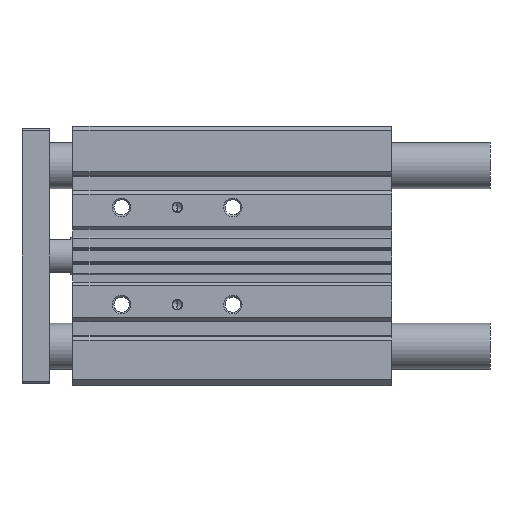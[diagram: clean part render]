
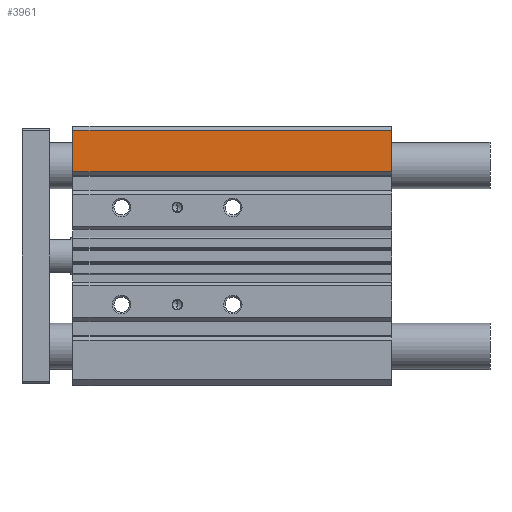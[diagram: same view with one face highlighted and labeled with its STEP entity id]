
A CAD part, front view. The second image highlights one B-rep face of the part: STEP entity #3961.
In plain terms, the highlighted planar face has unit normal (0, -1, 0).
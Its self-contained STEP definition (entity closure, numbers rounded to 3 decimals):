
#346 = DIRECTION ( 'NONE',  ( 0., -1., 0. ) ) ;
#527 = LINE ( 'NONE', #7871, #5092 ) ;
#995 = ORIENTED_EDGE ( 'NONE', *, *, #12275, .T. ) ;
#1521 = CARTESIAN_POINT ( 'NONE',  ( 137.5, -24., 54.2 ) ) ;
#1585 = CARTESIAN_POINT ( 'NONE',  ( 0., -24., 54.2 ) ) ;
#1969 = EDGE_CURVE ( 'NONE', #9241, #7837, #4101, .T. ) ;
#2203 = FACE_OUTER_BOUND ( 'NONE', #8174, .T. ) ;
#2614 = CARTESIAN_POINT ( 'NONE',  ( 0., -24., 36.4 ) ) ;
#2723 = DIRECTION ( 'NONE',  ( -1., 0., 0. ) ) ;
#2904 = CARTESIAN_POINT ( 'NONE',  ( 137.5, -24., 36.4 ) ) ;
#3050 = AXIS2_PLACEMENT_3D ( 'NONE', #6244, #346, #8155 ) ;
#3614 = ORIENTED_EDGE ( 'NONE', *, *, #1969, .T. ) ;
#3871 = VECTOR ( 'NONE', #2723, 1000. ) ;
#3961 = ADVANCED_FACE ( 'NONE', ( #2203 ), #9398, .T. ) ;
#4101 = LINE ( 'NONE', #2904, #12047 ) ;
#4718 = CARTESIAN_POINT ( 'NONE',  ( 0., -24., 36.4 ) ) ;
#4819 = DIRECTION ( 'NONE',  ( -1., 0., 0. ) ) ;
#5092 = VECTOR ( 'NONE', #4819, 1000. ) ;
#5099 = ORIENTED_EDGE ( 'NONE', *, *, #11858, .F. ) ;
#5574 = CARTESIAN_POINT ( 'NONE',  ( 137.5, -24., 36.4 ) ) ;
#6244 = CARTESIAN_POINT ( 'NONE',  ( 0., -24., 36.4 ) ) ;
#7260 = VERTEX_POINT ( 'NONE', #8096 ) ;
#7710 = DIRECTION ( 'NONE',  ( 0., 0., -1. ) ) ;
#7816 = LINE ( 'NONE', #4718, #3871 ) ;
#7828 = LINE ( 'NONE', #2614, #8872 ) ;
#7837 = VERTEX_POINT ( 'NONE', #1521 ) ;
#7871 = CARTESIAN_POINT ( 'NONE',  ( 0., -24., 54.2 ) ) ;
#8096 = CARTESIAN_POINT ( 'NONE',  ( 0., -24., 36.4 ) ) ;
#8155 = DIRECTION ( 'NONE',  ( 0., 0., -1. ) ) ;
#8174 = EDGE_LOOP ( 'NONE', ( #8743, #5099, #3614, #995 ) ) ;
#8743 = ORIENTED_EDGE ( 'NONE', *, *, #10076, .T. ) ;
#8872 = VECTOR ( 'NONE', #7710, 1000. ) ;
#9241 = VERTEX_POINT ( 'NONE', #5574 ) ;
#9398 = PLANE ( 'NONE',  #3050 ) ;
#10076 = EDGE_CURVE ( 'NONE', #11056, #7260, #7828, .T. ) ;
#10949 = DIRECTION ( 'NONE',  ( 0., 0., 1. ) ) ;
#11056 = VERTEX_POINT ( 'NONE', #1585 ) ;
#11858 = EDGE_CURVE ( 'NONE', #9241, #7260, #7816, .T. ) ;
#12047 = VECTOR ( 'NONE', #10949, 1000. ) ;
#12275 = EDGE_CURVE ( 'NONE', #7837, #11056, #527, .T. ) ;
